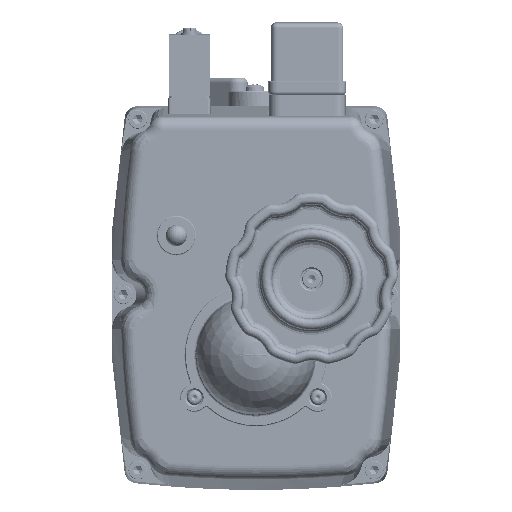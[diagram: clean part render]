
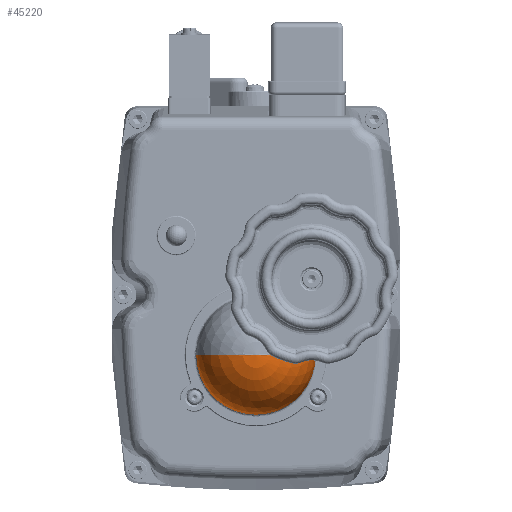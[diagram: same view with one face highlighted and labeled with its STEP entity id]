
A CAD part, left-side view. The second image highlights one B-rep face of the part: STEP entity #45220.
In plain terms, the highlighted spherical face has radius 22.5 mm.
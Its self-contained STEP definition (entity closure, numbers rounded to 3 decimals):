
#2926 = VERTEX_POINT ( 'NONE', #157422 ) ;
#29322 = CARTESIAN_POINT ( 'NONE',  ( 5.736, 22.387, 46.232 ) ) ;
#37178 = DIRECTION ( 'NONE',  ( 0., 1., 0. ) ) ;
#39583 = ORIENTED_EDGE ( 'NONE', *, *, #112526, .T. ) ;
#45220 = ADVANCED_FACE ( 'NONE', ( #123439 ), #96952, .T. ) ;
#46928 = DIRECTION ( 'NONE',  ( 0., 0., -1. ) ) ;
#48182 = AXIS2_PLACEMENT_3D ( 'NONE', #70950, #190552, #120586 ) ;
#52049 = VERTEX_POINT ( 'NONE', #142831 ) ;
#56809 = EDGE_LOOP ( 'NONE', ( #39583, #68725 ) ) ;
#65649 = CIRCLE ( 'NONE', #178307, 22.487 ) ;
#67551 = CARTESIAN_POINT ( 'NONE',  ( 5.736, 22.387, 45.46 ) ) ;
#68725 = ORIENTED_EDGE ( 'NONE', *, *, #135381, .F. ) ;
#70950 = CARTESIAN_POINT ( 'NONE',  ( 5.736, 22.387, 45.46 ) ) ;
#96952 = SPHERICAL_SURFACE ( 'NONE', #145543, 22.5 ) ;
#112526 = EDGE_CURVE ( 'NONE', #52049, #2926, #129609, .T. ) ;
#120586 = DIRECTION ( 'NONE',  ( 0., 0., 1. ) ) ;
#123439 = FACE_OUTER_BOUND ( 'NONE', #56809, .T. ) ;
#129609 = CIRCLE ( 'NONE', #48182, 22.5 ) ;
#135381 = EDGE_CURVE ( 'NONE', #52049, #2926, #65649, .T. ) ;
#140100 = DIRECTION ( 'NONE',  ( 0., 0., -1. ) ) ;
#142831 = CARTESIAN_POINT ( 'NONE',  ( 5.736, 44.873, 46.232 ) ) ;
#145543 = AXIS2_PLACEMENT_3D ( 'NONE', #67551, #140100, #37178 ) ;
#147956 = DIRECTION ( 'NONE',  ( 0., -1., 0. ) ) ;
#157422 = CARTESIAN_POINT ( 'NONE',  ( 5.736, -0.1, 46.232 ) ) ;
#178307 = AXIS2_PLACEMENT_3D ( 'NONE', #29322, #46928, #147956 ) ;
#190552 = DIRECTION ( 'NONE',  ( 1., 0., 0. ) ) ;
